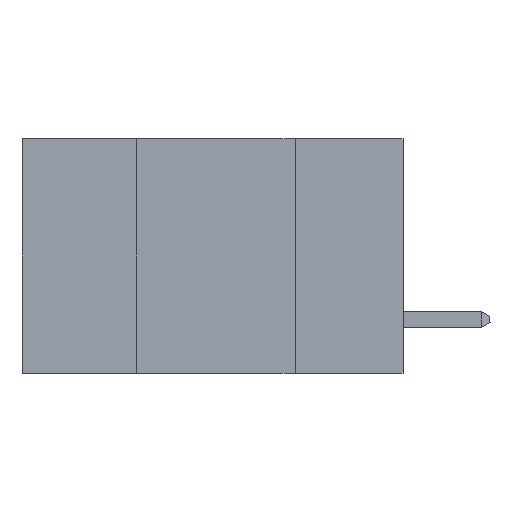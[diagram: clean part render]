
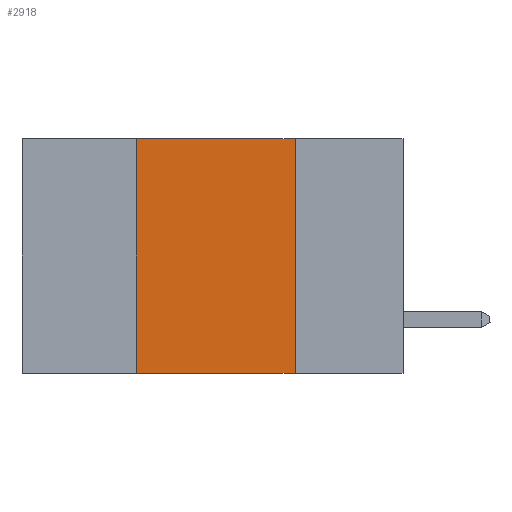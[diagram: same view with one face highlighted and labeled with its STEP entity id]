
A CAD part, left-side view. The second image highlights one B-rep face of the part: STEP entity #2918.
In plain terms, the highlighted planar face has unit normal (-1, 0, 0).
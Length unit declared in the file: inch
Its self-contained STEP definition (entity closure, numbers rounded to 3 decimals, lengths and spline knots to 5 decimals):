
#334 = DIRECTION ( 'NONE',  ( 0., -1., 0. ) ) ;
#1344 = VERTEX_POINT ( 'NONE', #12333 ) ;
#2004 = CARTESIAN_POINT ( 'NONE',  ( 0., 0.42, 0. ) ) ;
#2108 = VECTOR ( 'NONE', #2286, 39.37008 ) ;
#2157 = VERTEX_POINT ( 'NONE', #5089 ) ;
#2286 = DIRECTION ( 'NONE',  ( 0., 0., -1. ) ) ;
#2626 = CARTESIAN_POINT ( 'NONE',  ( 0., 0.6, 0. ) ) ;
#2663 = LINE ( 'NONE', #2004, #5525 ) ;
#2918 = ADVANCED_FACE ( 'NONE', ( #9138 ), #5484, .F. ) ;
#3715 = DIRECTION ( 'NONE',  ( 0., -1., 0. ) ) ;
#3773 = ORIENTED_EDGE ( 'NONE', *, *, #9069, .F. ) ;
#3836 = ORIENTED_EDGE ( 'NONE', *, *, #6781, .F. ) ;
#3874 = AXIS2_PLACEMENT_3D ( 'NONE', #2626, #9462, #10470 ) ;
#3948 = CARTESIAN_POINT ( 'NONE',  ( 0., 0.42, -0.37 ) ) ;
#4357 = LINE ( 'NONE', #9065, #2108 ) ;
#5089 = CARTESIAN_POINT ( 'NONE',  ( 0., 0.17, -0.37 ) ) ;
#5459 = EDGE_CURVE ( 'NONE', #6366, #12193, #2663, .T. ) ;
#5484 = PLANE ( 'NONE',  #3874 ) ;
#5525 = VECTOR ( 'NONE', #11700, 39.37008 ) ;
#6366 = VERTEX_POINT ( 'NONE', #3948 ) ;
#6473 = ORIENTED_EDGE ( 'NONE', *, *, #5459, .F. ) ;
#6781 = EDGE_CURVE ( 'NONE', #12193, #1344, #6881, .T. ) ;
#6881 = LINE ( 'NONE', #7550, #12505 ) ;
#7550 = CARTESIAN_POINT ( 'NONE',  ( 0., 0.6, 0. ) ) ;
#9061 = VECTOR ( 'NONE', #334, 39.37008 ) ;
#9065 = CARTESIAN_POINT ( 'NONE',  ( 0., 0.17, 0. ) ) ;
#9069 = EDGE_CURVE ( 'NONE', #1344, #2157, #4357, .T. ) ;
#9138 = FACE_OUTER_BOUND ( 'NONE', #11748, .T. ) ;
#9462 = DIRECTION ( 'NONE',  ( 1., 0., 0. ) ) ;
#9500 = LINE ( 'NONE', #10944, #9061 ) ;
#10189 = EDGE_CURVE ( 'NONE', #6366, #2157, #9500, .T. ) ;
#10470 = DIRECTION ( 'NONE',  ( 0., 0., -1. ) ) ;
#10944 = CARTESIAN_POINT ( 'NONE',  ( 0., 0.6, -0.37 ) ) ;
#11259 = ORIENTED_EDGE ( 'NONE', *, *, #10189, .T. ) ;
#11700 = DIRECTION ( 'NONE',  ( 0., 0., 1. ) ) ;
#11748 = EDGE_LOOP ( 'NONE', ( #3773, #3836, #6473, #11259 ) ) ;
#12193 = VERTEX_POINT ( 'NONE', #12226 ) ;
#12226 = CARTESIAN_POINT ( 'NONE',  ( 0., 0.42, 0. ) ) ;
#12333 = CARTESIAN_POINT ( 'NONE',  ( 0., 0.17, 0. ) ) ;
#12505 = VECTOR ( 'NONE', #3715, 39.37008 ) ;
